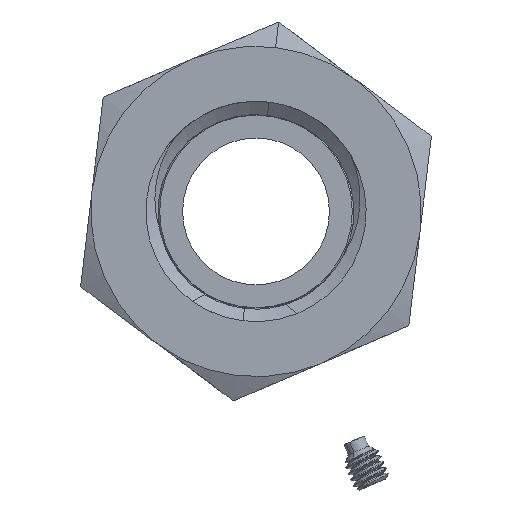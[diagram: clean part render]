
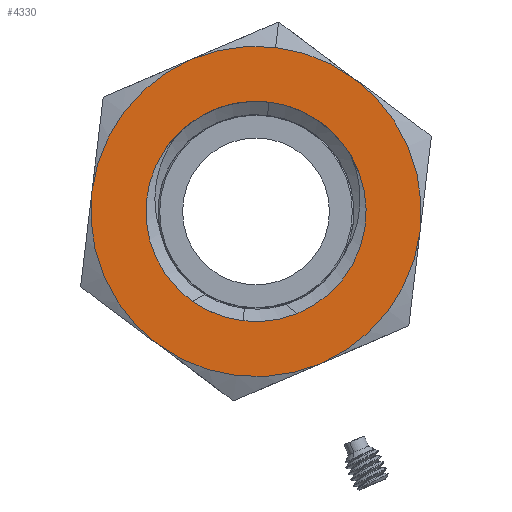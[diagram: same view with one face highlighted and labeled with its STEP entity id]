
A CAD part, front view. The second image highlights one B-rep face of the part: STEP entity #4330.
In plain terms, the highlighted planar face has unit normal (0, -1, 0).
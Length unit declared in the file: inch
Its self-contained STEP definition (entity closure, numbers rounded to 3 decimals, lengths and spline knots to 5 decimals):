
#2 = DIRECTION ( 'NONE',  ( 0., 0., 1. ) ) ;
#80 = AXIS2_PLACEMENT_3D ( 'NONE', #2615, #1191, #1743 ) ;
#88 = EDGE_CURVE ( 'NONE', #2321, #3426, #2590, .T. ) ;
#127 = DIRECTION ( 'NONE',  ( 0., -1., 0. ) ) ;
#202 = DIRECTION ( 'NONE',  ( 0., -1., 0. ) ) ;
#205 = ORIENTED_EDGE ( 'NONE', *, *, #571, .F. ) ;
#297 = CARTESIAN_POINT ( 'NONE',  ( 0.35433, -0.23622, 0.61372 ) ) ;
#308 = CARTESIAN_POINT ( 'NONE',  ( 0., -0.23622, 0.70866 ) ) ;
#376 = EDGE_LOOP ( 'NONE', ( #2727, #1520, #1065, #1100, #205, #6344 ) ) ;
#550 = VERTEX_POINT ( 'NONE', #6193 ) ;
#554 = CIRCLE ( 'NONE', #3452, 0.47244 ) ;
#571 = EDGE_CURVE ( 'NONE', #3440, #4560, #3239, .T. ) ;
#621 = ORIENTED_EDGE ( 'NONE', *, *, #4952, .T. ) ;
#645 = EDGE_CURVE ( 'NONE', #5186, #2321, #4138, .T. ) ;
#670 = AXIS2_PLACEMENT_3D ( 'NONE', #3242, #127, #3743 ) ;
#691 = EDGE_CURVE ( 'NONE', #4560, #5047, #1365, .T. ) ;
#764 = EDGE_CURVE ( 'NONE', #3879, #5186, #6613, .T. ) ;
#837 = AXIS2_PLACEMENT_3D ( 'NONE', #4751, #1640, #5284 ) ;
#895 = CIRCLE ( 'NONE', #1544, 0.70866 ) ;
#932 = CARTESIAN_POINT ( 'NONE',  ( 0., -0.23622, 0.47244 ) ) ;
#1019 = AXIS2_PLACEMENT_3D ( 'NONE', #6015, #2872, #6542 ) ;
#1038 = CARTESIAN_POINT ( 'NONE',  ( 0., -0.23622, 0. ) ) ;
#1065 = ORIENTED_EDGE ( 'NONE', *, *, #2774, .F. ) ;
#1100 = ORIENTED_EDGE ( 'NONE', *, *, #691, .F. ) ;
#1129 = DIRECTION ( 'NONE',  ( 0., -1., 0. ) ) ;
#1144 = DIRECTION ( 'NONE',  ( 0., -1., 0. ) ) ;
#1191 = DIRECTION ( 'NONE',  ( 0., -1., 0. ) ) ;
#1346 = EDGE_CURVE ( 'NONE', #5607, #3440, #2032, .T. ) ;
#1365 = CIRCLE ( 'NONE', #1728, 0.47244 ) ;
#1412 = DIRECTION ( 'NONE',  ( 0., -1., 0. ) ) ;
#1442 = ORIENTED_EDGE ( 'NONE', *, *, #88, .T. ) ;
#1520 = ORIENTED_EDGE ( 'NONE', *, *, #2433, .F. ) ;
#1528 = CIRCLE ( 'NONE', #2882, 0.70866 ) ;
#1544 = AXIS2_PLACEMENT_3D ( 'NONE', #5037, #1902, #5569 ) ;
#1573 = DIRECTION ( 'NONE',  ( 0., 0., -1. ) ) ;
#1602 = VERTEX_POINT ( 'NONE', #297 ) ;
#1640 = DIRECTION ( 'NONE',  ( 0., -1., 0. ) ) ;
#1728 = AXIS2_PLACEMENT_3D ( 'NONE', #1745, #5399, #2262 ) ;
#1743 = DIRECTION ( 'NONE',  ( 0., 0., -1. ) ) ;
#1745 = CARTESIAN_POINT ( 'NONE',  ( 0., -0.23622, 0. ) ) ;
#1747 = EDGE_CURVE ( 'NONE', #550, #5607, #2413, .T. ) ;
#1807 = ORIENTED_EDGE ( 'NONE', *, *, #645, .T. ) ;
#1881 = DIRECTION ( 'NONE',  ( 0., -1., 0. ) ) ;
#1902 = DIRECTION ( 'NONE',  ( 0., -1., 0. ) ) ;
#2032 = CIRCLE ( 'NONE', #3036, 0.47244 ) ;
#2100 = VERTEX_POINT ( 'NONE', #5517 ) ;
#2262 = DIRECTION ( 'NONE',  ( 0., 0., -1. ) ) ;
#2321 = VERTEX_POINT ( 'NONE', #6256 ) ;
#2353 = CIRCLE ( 'NONE', #2836, 0.70866 ) ;
#2386 = ORIENTED_EDGE ( 'NONE', *, *, #3262, .T. ) ;
#2413 = CIRCLE ( 'NONE', #3508, 0.47244 ) ;
#2433 = EDGE_CURVE ( 'NONE', #2100, #550, #2746, .T. ) ;
#2492 = DIRECTION ( 'NONE',  ( 0., 0., -1. ) ) ;
#2590 = CIRCLE ( 'NONE', #80, 0.70866 ) ;
#2615 = CARTESIAN_POINT ( 'NONE',  ( 0., -0.23622, 0. ) ) ;
#2727 = ORIENTED_EDGE ( 'NONE', *, *, #1747, .F. ) ;
#2746 = CIRCLE ( 'NONE', #837, 0.47244 ) ;
#2771 = FACE_OUTER_BOUND ( 'NONE', #5606, .T. ) ;
#2774 = EDGE_CURVE ( 'NONE', #5047, #2100, #554, .T. ) ;
#2836 = AXIS2_PLACEMENT_3D ( 'NONE', #1038, #4682, #1573 ) ;
#2872 = DIRECTION ( 'NONE',  ( 0., -1., 0. ) ) ;
#2882 = AXIS2_PLACEMENT_3D ( 'NONE', #4999, #1881, #5538 ) ;
#3025 = CARTESIAN_POINT ( 'NONE',  ( 0., -0.23622, 0. ) ) ;
#3036 = AXIS2_PLACEMENT_3D ( 'NONE', #3728, #1144, #5327 ) ;
#3110 = DIRECTION ( 'NONE',  ( 0., 1., 0. ) ) ;
#3239 = CIRCLE ( 'NONE', #5227, 0.47244 ) ;
#3242 = CARTESIAN_POINT ( 'NONE',  ( 0., -0.23622, 0. ) ) ;
#3262 = EDGE_CURVE ( 'NONE', #6531, #1602, #1528, .T. ) ;
#3325 = CARTESIAN_POINT ( 'NONE',  ( 0., -0.23622, 0. ) ) ;
#3426 = VERTEX_POINT ( 'NONE', #4593 ) ;
#3440 = VERTEX_POINT ( 'NONE', #932 ) ;
#3452 = AXIS2_PLACEMENT_3D ( 'NONE', #4544, #1412, #5071 ) ;
#3475 = ORIENTED_EDGE ( 'NONE', *, *, #5901, .T. ) ;
#3508 = AXIS2_PLACEMENT_3D ( 'NONE', #4251, #1129, #4778 ) ;
#3728 = CARTESIAN_POINT ( 'NONE',  ( 0., -0.23622, 0. ) ) ;
#3743 = DIRECTION ( 'NONE',  ( 0., 0., -1. ) ) ;
#3836 = DIRECTION ( 'NONE',  ( 0., 0., -1. ) ) ;
#3879 = VERTEX_POINT ( 'NONE', #6722 ) ;
#3959 = ORIENTED_EDGE ( 'NONE', *, *, #4445, .T. ) ;
#3969 = AXIS2_PLACEMENT_3D ( 'NONE', #4657, #3110, #2 ) ;
#4138 = CIRCLE ( 'NONE', #670, 0.70866 ) ;
#4251 = CARTESIAN_POINT ( 'NONE',  ( 0., -0.23622, 0. ) ) ;
#4330 = ADVANCED_FACE ( 'NONE', ( #5398, #2771 ), #6246, .F. ) ;
#4445 = EDGE_CURVE ( 'NONE', #6423, #3879, #895, .T. ) ;
#4541 = CIRCLE ( 'NONE', #5330, 0.70866 ) ;
#4544 = CARTESIAN_POINT ( 'NONE',  ( 0., -0.23622, 0. ) ) ;
#4560 = VERTEX_POINT ( 'NONE', #6438 ) ;
#4593 = CARTESIAN_POINT ( 'NONE',  ( 0.35433, -0.23622, -0.61372 ) ) ;
#4657 = CARTESIAN_POINT ( 'NONE',  ( 0., -0.23622, -0.81829 ) ) ;
#4682 = DIRECTION ( 'NONE',  ( 0., -1., 0. ) ) ;
#4751 = CARTESIAN_POINT ( 'NONE',  ( 0., -0.23622, 0. ) ) ;
#4778 = DIRECTION ( 'NONE',  ( 0., 0., -1. ) ) ;
#4952 = EDGE_CURVE ( 'NONE', #3426, #6531, #2353, .T. ) ;
#4999 = CARTESIAN_POINT ( 'NONE',  ( 0., -0.23622, 0. ) ) ;
#5037 = CARTESIAN_POINT ( 'NONE',  ( 0., -0.23622, 0. ) ) ;
#5047 = VERTEX_POINT ( 'NONE', #5795 ) ;
#5071 = DIRECTION ( 'NONE',  ( 0., 0., -1. ) ) ;
#5186 = VERTEX_POINT ( 'NONE', #5674 ) ;
#5227 = AXIS2_PLACEMENT_3D ( 'NONE', #3025, #6687, #2492 ) ;
#5284 = DIRECTION ( 'NONE',  ( 0., 0., -1. ) ) ;
#5327 = DIRECTION ( 'NONE',  ( 0., 0., -1. ) ) ;
#5330 = AXIS2_PLACEMENT_3D ( 'NONE', #3325, #202, #3836 ) ;
#5398 = FACE_BOUND ( 'NONE', #376, .T. ) ;
#5399 = DIRECTION ( 'NONE',  ( 0., -1., 0. ) ) ;
#5517 = CARTESIAN_POINT ( 'NONE',  ( 0., -0.23622, -0.47244 ) ) ;
#5538 = DIRECTION ( 'NONE',  ( 0., 0., -1. ) ) ;
#5569 = DIRECTION ( 'NONE',  ( 0., 0., -1. ) ) ;
#5606 = EDGE_LOOP ( 'NONE', ( #3475, #3959, #5761, #1807, #1442, #621, #2386 ) ) ;
#5607 = VERTEX_POINT ( 'NONE', #6672 ) ;
#5674 = CARTESIAN_POINT ( 'NONE',  ( -0.70866, -0.23622, 0. ) ) ;
#5761 = ORIENTED_EDGE ( 'NONE', *, *, #764, .T. ) ;
#5795 = CARTESIAN_POINT ( 'NONE',  ( -0.22589, -0.23622, -0.41494 ) ) ;
#5901 = EDGE_CURVE ( 'NONE', #1602, #6423, #4541, .T. ) ;
#6015 = CARTESIAN_POINT ( 'NONE',  ( 0., -0.23622, 0. ) ) ;
#6193 = CARTESIAN_POINT ( 'NONE',  ( 0.22589, -0.23622, -0.41494 ) ) ;
#6246 = PLANE ( 'NONE',  #3969 ) ;
#6256 = CARTESIAN_POINT ( 'NONE',  ( -0.35433, -0.23622, -0.61372 ) ) ;
#6332 = CARTESIAN_POINT ( 'NONE',  ( 0.70866, -0.23622, 0. ) ) ;
#6344 = ORIENTED_EDGE ( 'NONE', *, *, #1346, .F. ) ;
#6423 = VERTEX_POINT ( 'NONE', #308 ) ;
#6438 = CARTESIAN_POINT ( 'NONE',  ( -0.37408, -0.23622, 0.28855 ) ) ;
#6531 = VERTEX_POINT ( 'NONE', #6332 ) ;
#6542 = DIRECTION ( 'NONE',  ( 0., 0., -1. ) ) ;
#6613 = CIRCLE ( 'NONE', #1019, 0.70866 ) ;
#6672 = CARTESIAN_POINT ( 'NONE',  ( 0.37408, -0.23622, 0.28855 ) ) ;
#6687 = DIRECTION ( 'NONE',  ( 0., -1., 0. ) ) ;
#6722 = CARTESIAN_POINT ( 'NONE',  ( -0.35433, -0.23622, 0.61372 ) ) ;
